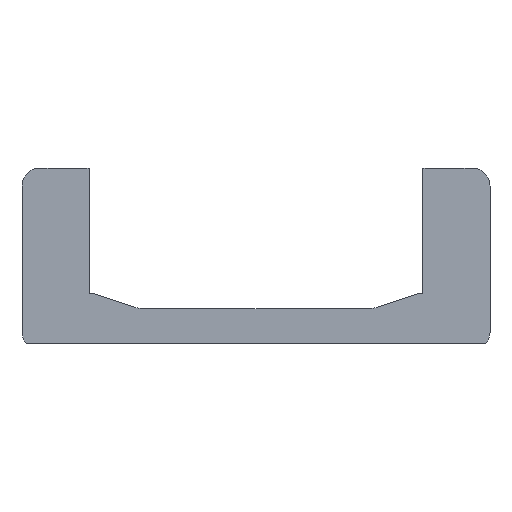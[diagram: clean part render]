
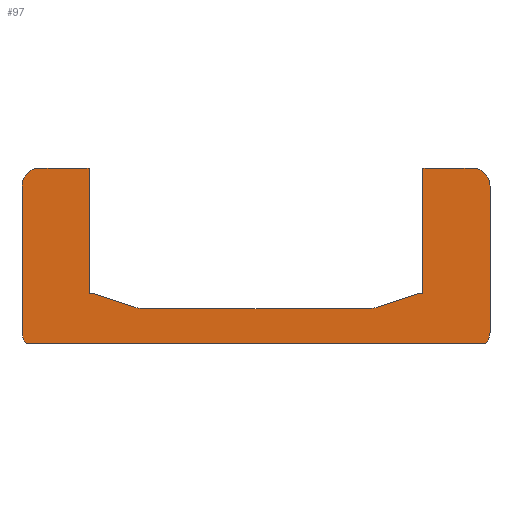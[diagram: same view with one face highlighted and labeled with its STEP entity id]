
A CAD part, top view. The second image highlights one B-rep face of the part: STEP entity #97.
In plain terms, the highlighted planar face has unit normal (0, 0, 1).
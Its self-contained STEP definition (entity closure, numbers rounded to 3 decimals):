
#97=ADVANCED_FACE('',(#144),#145,.T.);
#144=FACE_OUTER_BOUND('',#192,.T.);
#145=PLANE('',#193);
#192=EDGE_LOOP('',(#350,#351,#352,#353,#354,#355,#356,#357,#358,#359,#360,#361,#362,#363,#364,#365,#366,#367,#368,#369,#370,#371));
#193=AXIS2_PLACEMENT_3D('',#372,#373,#374);
#350=ORIENTED_EDGE('',*,*,#400,.F.);
#351=ORIENTED_EDGE('',*,*,#464,.F.);
#352=ORIENTED_EDGE('',*,*,#461,.F.);
#353=ORIENTED_EDGE('',*,*,#458,.F.);
#354=ORIENTED_EDGE('',*,*,#455,.F.);
#355=ORIENTED_EDGE('',*,*,#452,.F.);
#356=ORIENTED_EDGE('',*,*,#449,.F.);
#357=ORIENTED_EDGE('',*,*,#446,.F.);
#358=ORIENTED_EDGE('',*,*,#443,.F.);
#359=ORIENTED_EDGE('',*,*,#440,.F.);
#360=ORIENTED_EDGE('',*,*,#437,.F.);
#361=ORIENTED_EDGE('',*,*,#434,.F.);
#362=ORIENTED_EDGE('',*,*,#431,.F.);
#363=ORIENTED_EDGE('',*,*,#428,.F.);
#364=ORIENTED_EDGE('',*,*,#425,.F.);
#365=ORIENTED_EDGE('',*,*,#422,.F.);
#366=ORIENTED_EDGE('',*,*,#419,.F.);
#367=ORIENTED_EDGE('',*,*,#416,.F.);
#368=ORIENTED_EDGE('',*,*,#413,.F.);
#369=ORIENTED_EDGE('',*,*,#410,.F.);
#370=ORIENTED_EDGE('',*,*,#407,.F.);
#371=ORIENTED_EDGE('',*,*,#404,.F.);
#372=CARTESIAN_POINT('',(0.,20.46,10.0));
#373=DIRECTION('',(0.0,0.0,1.0));
#374=DIRECTION('',(1.0,0.0,0.0));
#400=EDGE_CURVE('',#466,#467,#468,.T.);
#404=EDGE_CURVE('',#467,#474,#475,.T.);
#407=EDGE_CURVE('',#474,#479,#480,.T.);
#410=EDGE_CURVE('',#479,#484,#485,.T.);
#413=EDGE_CURVE('',#484,#489,#490,.T.);
#416=EDGE_CURVE('',#489,#494,#495,.T.);
#419=EDGE_CURVE('',#494,#499,#500,.T.);
#422=EDGE_CURVE('',#499,#504,#505,.T.);
#425=EDGE_CURVE('',#504,#509,#510,.T.);
#428=EDGE_CURVE('',#509,#514,#515,.T.);
#431=EDGE_CURVE('',#514,#519,#520,.T.);
#434=EDGE_CURVE('',#519,#524,#525,.T.);
#437=EDGE_CURVE('',#524,#529,#530,.T.);
#440=EDGE_CURVE('',#529,#534,#535,.T.);
#443=EDGE_CURVE('',#534,#539,#540,.T.);
#446=EDGE_CURVE('',#539,#544,#545,.T.);
#449=EDGE_CURVE('',#544,#549,#550,.T.);
#452=EDGE_CURVE('',#549,#554,#555,.T.);
#455=EDGE_CURVE('',#554,#559,#560,.T.);
#458=EDGE_CURVE('',#559,#564,#565,.T.);
#461=EDGE_CURVE('',#564,#569,#570,.T.);
#464=EDGE_CURVE('',#569,#466,#574,.T.);
#466=VERTEX_POINT('',#576);
#467=VERTEX_POINT('',#577);
#468=CIRCLE('',#578,3.0);
#474=VERTEX_POINT('',#586);
#475=LINE('',#587,#588);
#479=VERTEX_POINT('',#594);
#480=LINE('',#595,#596);
#484=VERTEX_POINT('',#602);
#485=LINE('',#603,#604);
#489=VERTEX_POINT('',#610);
#490=LINE('',#611,#612);
#494=VERTEX_POINT('',#618);
#495=CIRCLE('',#619,5.0);
#499=VERTEX_POINT('',#624);
#500=LINE('',#625,#626);
#504=VERTEX_POINT('',#632);
#505=CIRCLE('',#633,5.0);
#509=VERTEX_POINT('',#638);
#510=LINE('',#639,#640);
#514=VERTEX_POINT('',#646);
#515=LINE('',#647,#648);
#519=VERTEX_POINT('',#654);
#520=LINE('',#655,#656);
#524=VERTEX_POINT('',#662);
#525=LINE('',#663,#664);
#529=VERTEX_POINT('',#670);
#530=CIRCLE('',#671,3.0);
#534=VERTEX_POINT('',#676);
#535=LINE('',#677,#678);
#539=VERTEX_POINT('',#684);
#540=CIRCLE('',#685,6.0);
#544=VERTEX_POINT('',#690);
#545=LINE('',#691,#692);
#549=VERTEX_POINT('',#698);
#550=CIRCLE('',#699,6.0);
#554=VERTEX_POINT('',#704);
#555=LINE('',#705,#706);
#559=VERTEX_POINT('',#712);
#560=CIRCLE('',#713,6.0);
#564=VERTEX_POINT('',#718);
#565=LINE('',#719,#720);
#569=VERTEX_POINT('',#726);
#570=CIRCLE('',#727,6.0);
#574=LINE('',#732,#733);
#576=CARTESIAN_POINT('',(-57.2,59.0,10.0));
#577=CARTESIAN_POINT('',(-56.0,58.75,10.0));
#578=AXIS2_PLACEMENT_3D('',#736,#737,#738);
#586=CARTESIAN_POINT('',(-56.0,17.0,10.0));
#587=CARTESIAN_POINT('',(-56.0,58.75,10.0));
#588=VECTOR('',#744,1.0);
#594=CARTESIAN_POINT('',(-54.2,17.0,10.0));
#595=CARTESIAN_POINT('',(-56.0,17.0,10.0));
#596=VECTOR('',#747,1.0);
#602=CARTESIAN_POINT('',(-54.2,16.8,10.0));
#603=CARTESIAN_POINT('',(-54.2,16.8,10.0));
#604=VECTOR('',#750,1.0);
#610=CARTESIAN_POINT('',(-39.97,12.057,10.0));
#611=CARTESIAN_POINT('',(-39.97,12.057,10.0));
#612=VECTOR('',#753,1.0);
#618=CARTESIAN_POINT('',(-38.389,11.8,10.0));
#619=AXIS2_PLACEMENT_3D('',#756,#757,#758);
#624=CARTESIAN_POINT('',(38.389,11.8,10.0));
#625=CARTESIAN_POINT('',(38.389,11.8,10.0));
#626=VECTOR('',#763,1.0);
#632=CARTESIAN_POINT('',(39.97,12.057,10.0));
#633=AXIS2_PLACEMENT_3D('',#766,#767,#768);
#638=CARTESIAN_POINT('',(54.2,16.8,10.0));
#639=CARTESIAN_POINT('',(54.2,16.8,10.0));
#640=VECTOR('',#773,1.0);
#646=CARTESIAN_POINT('',(54.2,17.0,10.0));
#647=CARTESIAN_POINT('',(54.2,17.0,10.0));
#648=VECTOR('',#776,1.0);
#654=CARTESIAN_POINT('',(56.0,17.0,10.0));
#655=CARTESIAN_POINT('',(54.2,17.0,10.0));
#656=VECTOR('',#779,1.0);
#662=CARTESIAN_POINT('',(56.,58.75,10.0));
#663=CARTESIAN_POINT('',(56.0,58.75,10.0));
#664=VECTOR('',#782,1.0);
#670=CARTESIAN_POINT('',(57.2,59.0,10.0));
#671=AXIS2_PLACEMENT_3D('',#785,#786,#787);
#676=CARTESIAN_POINT('',(72.6,59.0,10.0));
#677=CARTESIAN_POINT('',(72.6,59.0,10.0));
#678=VECTOR('',#792,1.0);
#684=CARTESIAN_POINT('',(78.6,53.0,10.0));
#685=AXIS2_PLACEMENT_3D('',#795,#796,#797);
#690=CARTESIAN_POINT('',(78.6,3.8,10.0));
#691=CARTESIAN_POINT('',(78.6,3.8,10.0));
#692=VECTOR('',#802,1.0);
#698=CARTESIAN_POINT('',(77.243,0.,10.0));
#699=AXIS2_PLACEMENT_3D('',#805,#806,#807);
#704=CARTESIAN_POINT('',(-77.243,0.,10.0));
#705=CARTESIAN_POINT('',(-77.243,0.,10.0));
#706=VECTOR('',#812,1.0);
#712=CARTESIAN_POINT('',(-78.6,3.8,10.0));
#713=AXIS2_PLACEMENT_3D('',#815,#816,#817);
#718=CARTESIAN_POINT('',(-78.6,53.0,10.0));
#719=CARTESIAN_POINT('',(-78.6,53.0,10.0));
#720=VECTOR('',#822,1.0);
#726=CARTESIAN_POINT('',(-72.6,59.0,10.0));
#727=AXIS2_PLACEMENT_3D('',#825,#826,#827);
#732=CARTESIAN_POINT('',(-57.2,59.0,10.0));
#733=VECTOR('',#832,1.0);
#736=CARTESIAN_POINT('',(-57.2,56.0,10.0));
#737=DIRECTION('',(0.0,0.0,-1.0));
#738=DIRECTION('',(1.0,0.0,0.0));
#744=DIRECTION('',(0.,-1.0,0.0));
#747=DIRECTION('',(1.0,0.0,0.0));
#750=DIRECTION('',(0.0,-1.0,0.0));
#753=DIRECTION('',(0.949,-0.316,0.0));
#756=CARTESIAN_POINT('',(-38.389,16.8,10.0));
#757=DIRECTION('',(0.0,0.0,1.0));
#758=DIRECTION('',(1.0,0.0,0.0));
#763=DIRECTION('',(1.0,0.,0.0));
#766=CARTESIAN_POINT('',(38.389,16.8,10.0));
#767=DIRECTION('',(0.0,0.0,1.0));
#768=DIRECTION('',(1.0,0.0,0.0));
#773=DIRECTION('',(0.949,0.316,0.0));
#776=DIRECTION('',(0.0,1.0,0.0));
#779=DIRECTION('',(1.0,0.0,0.0));
#782=DIRECTION('',(0.,1.0,0.0));
#785=CARTESIAN_POINT('',(57.2,56.0,10.0));
#786=DIRECTION('',(0.0,0.0,-1.0));
#787=DIRECTION('',(1.0,0.0,0.0));
#792=DIRECTION('',(1.0,0.,0.0));
#795=CARTESIAN_POINT('',(72.6,53.0,10.0));
#796=DIRECTION('',(0.0,0.0,-1.0));
#797=DIRECTION('',(1.0,0.0,0.0));
#802=DIRECTION('',(0.0,-1.0,0.0));
#805=CARTESIAN_POINT('',(72.6,3.8,10.0));
#806=DIRECTION('',(0.0,0.0,-1.0));
#807=DIRECTION('',(1.0,0.0,0.0));
#812=DIRECTION('',(-1.0,0.,0.0));
#815=CARTESIAN_POINT('',(-72.6,3.8,10.0));
#816=DIRECTION('',(0.0,0.0,-1.0));
#817=DIRECTION('',(1.0,0.0,0.0));
#822=DIRECTION('',(0.0,1.0,0.0));
#825=CARTESIAN_POINT('',(-72.6,53.0,10.0));
#826=DIRECTION('',(0.0,0.0,-1.0));
#827=DIRECTION('',(1.0,0.0,0.0));
#832=DIRECTION('',(1.0,0.,0.0));
